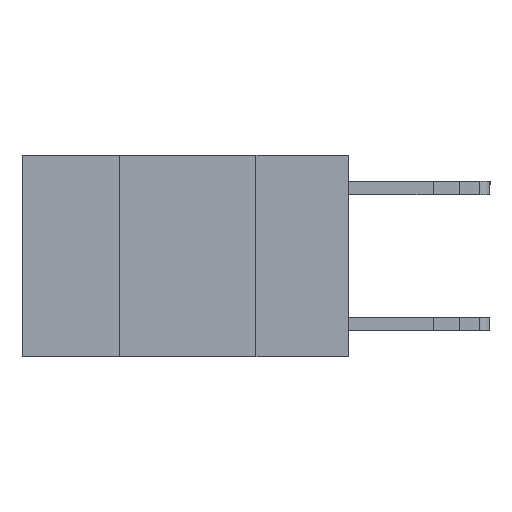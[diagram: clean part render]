
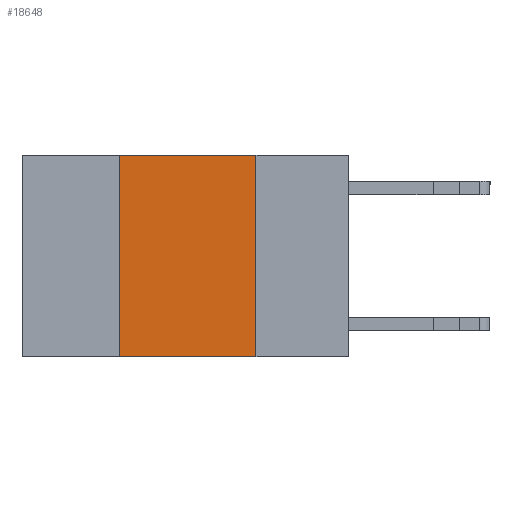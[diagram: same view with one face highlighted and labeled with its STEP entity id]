
A CAD part, left-side view. The second image highlights one B-rep face of the part: STEP entity #18648.
In plain terms, the highlighted planar face has unit normal (-1, 0, 0).
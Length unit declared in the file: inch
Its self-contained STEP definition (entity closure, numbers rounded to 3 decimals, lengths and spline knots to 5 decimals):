
#443 = LINE ( 'NONE', #8883, #18887 ) ;
#983 = VERTEX_POINT ( 'NONE', #7971 ) ;
#1064 = DIRECTION ( 'NONE',  ( 0., -1., 0. ) ) ;
#1448 = EDGE_CURVE ( 'NONE', #983, #18156, #443, .T. ) ;
#1500 = VERTEX_POINT ( 'NONE', #21951 ) ;
#1558 = ORIENTED_EDGE ( 'NONE', *, *, #3049, .T. ) ;
#1960 = ORIENTED_EDGE ( 'NONE', *, *, #3820, .F. ) ;
#2092 = EDGE_LOOP ( 'NONE', ( #11915, #21687, #1960, #1558 ) ) ;
#2666 = DIRECTION ( 'NONE',  ( 0., 0., 1. ) ) ;
#3049 = EDGE_CURVE ( 'NONE', #1500, #18156, #15518, .T. ) ;
#3286 = DIRECTION ( 'NONE',  ( 0., -1., 0. ) ) ;
#3558 = EDGE_CURVE ( 'NONE', #10679, #983, #9833, .T. ) ;
#3820 = EDGE_CURVE ( 'NONE', #1500, #10679, #6022, .T. ) ;
#6022 = LINE ( 'NONE', #14563, #19495 ) ;
#7343 = FACE_OUTER_BOUND ( 'NONE', #2092, .T. ) ;
#7535 = VECTOR ( 'NONE', #3286, 39.37008 ) ;
#7971 = CARTESIAN_POINT ( 'NONE',  ( 0., 0.17, 0. ) ) ;
#8883 = CARTESIAN_POINT ( 'NONE',  ( 0., 0.17, 0. ) ) ;
#9833 = LINE ( 'NONE', #16890, #16128 ) ;
#10679 = VERTEX_POINT ( 'NONE', #12869 ) ;
#11413 = CARTESIAN_POINT ( 'NONE',  ( 0., 0.17, -0.37 ) ) ;
#11915 = ORIENTED_EDGE ( 'NONE', *, *, #1448, .F. ) ;
#12769 = PLANE ( 'NONE',  #17300 ) ;
#12869 = CARTESIAN_POINT ( 'NONE',  ( 0., 0.42, 0. ) ) ;
#13007 = DIRECTION ( 'NONE',  ( 0., 0., -1. ) ) ;
#13455 = CARTESIAN_POINT ( 'NONE',  ( 0., 0.6, 0. ) ) ;
#14563 = CARTESIAN_POINT ( 'NONE',  ( 0., 0.42, 0. ) ) ;
#15181 = DIRECTION ( 'NONE',  ( 1., 0., 0. ) ) ;
#15518 = LINE ( 'NONE', #22588, #7535 ) ;
#16128 = VECTOR ( 'NONE', #1064, 39.37008 ) ;
#16890 = CARTESIAN_POINT ( 'NONE',  ( 0., 0.6, 0. ) ) ;
#17300 = AXIS2_PLACEMENT_3D ( 'NONE', #13455, #15181, #13007 ) ;
#18156 = VERTEX_POINT ( 'NONE', #11413 ) ;
#18648 = ADVANCED_FACE ( 'NONE', ( #7343 ), #12769, .F. ) ;
#18887 = VECTOR ( 'NONE', #19726, 39.37008 ) ;
#19495 = VECTOR ( 'NONE', #2666, 39.37008 ) ;
#19726 = DIRECTION ( 'NONE',  ( 0., 0., -1. ) ) ;
#21687 = ORIENTED_EDGE ( 'NONE', *, *, #3558, .F. ) ;
#21951 = CARTESIAN_POINT ( 'NONE',  ( 0., 0.42, -0.37 ) ) ;
#22588 = CARTESIAN_POINT ( 'NONE',  ( 0., 0.6, -0.37 ) ) ;
